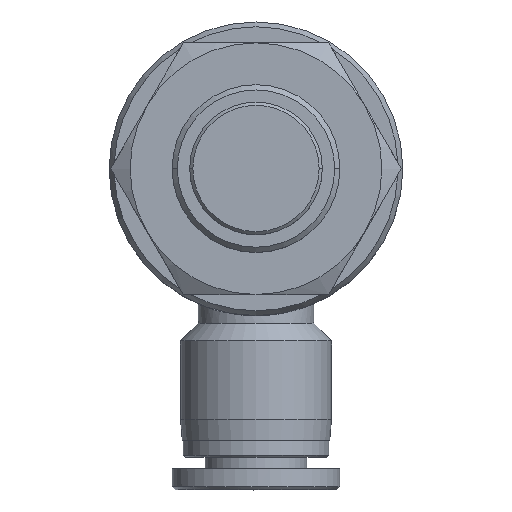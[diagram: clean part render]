
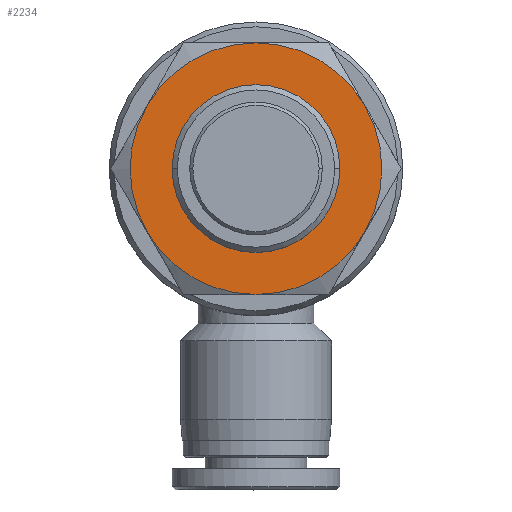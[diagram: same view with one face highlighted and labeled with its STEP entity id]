
A CAD part, top view. The second image highlights one B-rep face of the part: STEP entity #2234.
In plain terms, the highlighted planar face has unit normal (0, 0, 1).
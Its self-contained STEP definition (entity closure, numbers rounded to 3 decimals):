
#919=CARTESIAN_POINT('',(5.0,8.3,11.6));
#920=VERTEX_POINT('',#919);
#936=CARTESIAN_POINT('',(-5.0,8.3,11.6));
#937=VERTEX_POINT('',#936);
#944=CARTESIAN_POINT('',(0.0,8.3,11.6));
#945=DIRECTION('',(0.0,0.0,-1.0));
#946=DIRECTION('',(1.0,0.0,0.0));
#947=AXIS2_PLACEMENT_3D('',#944,#945,#946);
#948=CIRCLE('',#947,5.0);
#949=EDGE_CURVE('',#920,#937,#948,.T.);
#1563=CARTESIAN_POINT('',(0.0,8.3,11.6));
#1564=DIRECTION('',(0.0,0.0,-1.0));
#1565=DIRECTION('',(1.0,0.0,0.0));
#1566=AXIS2_PLACEMENT_3D('',#1563,#1564,#1565);
#1567=CIRCLE('',#1566,5.0);
#1568=EDGE_CURVE('',#937,#920,#1567,.T.);
#1628=CARTESIAN_POINT('',(10.392,2.3,11.6));
#1629=VERTEX_POINT('',#1628);
#1643=CARTESIAN_POINT('',(10.392,14.3,11.6));
#1644=VERTEX_POINT('',#1643);
#1658=CARTESIAN_POINT('',(0.0,8.3,11.6));
#1659=DIRECTION('',(0.0,0.0,1.0));
#1660=DIRECTION('',(-1.0,0.0,0.0));
#1661=AXIS2_PLACEMENT_3D('',#1658,#1659,#1660);
#1662=CIRCLE('',#1661,12.);
#1663=EDGE_CURVE('',#1629,#1644,#1662,.T.);
#1675=CARTESIAN_POINT('',(0.0,-3.7,11.6));
#1676=VERTEX_POINT('',#1675);
#1703=CARTESIAN_POINT('',(0.0,8.3,11.6));
#1704=DIRECTION('',(0.0,0.0,1.0));
#1705=DIRECTION('',(-1.0,0.0,0.0));
#1706=AXIS2_PLACEMENT_3D('',#1703,#1704,#1705);
#1707=CIRCLE('',#1706,12.);
#1708=EDGE_CURVE('',#1676,#1629,#1707,.T.);
#1720=CARTESIAN_POINT('',(-10.392,2.3,11.6));
#1721=VERTEX_POINT('',#1720);
#1748=CARTESIAN_POINT('',(0.0,8.3,11.6));
#1749=DIRECTION('',(0.0,0.0,1.0));
#1750=DIRECTION('',(-1.0,0.0,0.0));
#1751=AXIS2_PLACEMENT_3D('',#1748,#1749,#1750);
#1752=CIRCLE('',#1751,12.);
#1753=EDGE_CURVE('',#1721,#1676,#1752,.T.);
#1778=CARTESIAN_POINT('',(-10.392,14.3,11.6));
#1779=VERTEX_POINT('',#1778);
#1780=CARTESIAN_POINT('',(0.0,8.3,11.6));
#1781=DIRECTION('',(0.0,0.0,1.0));
#1782=DIRECTION('',(-1.0,0.0,0.0));
#1783=AXIS2_PLACEMENT_3D('',#1780,#1781,#1782);
#1784=CIRCLE('',#1783,12.);
#1785=EDGE_CURVE('',#1779,#1721,#1784,.T.);
#1823=CARTESIAN_POINT('',(0.0,20.3,11.6));
#1824=VERTEX_POINT('',#1823);
#1825=CARTESIAN_POINT('',(0.0,8.3,11.6));
#1826=DIRECTION('',(0.0,0.0,1.0));
#1827=DIRECTION('',(-1.0,0.0,0.0));
#1828=AXIS2_PLACEMENT_3D('',#1825,#1826,#1827);
#1829=CIRCLE('',#1828,12.);
#1830=EDGE_CURVE('',#1824,#1779,#1829,.T.);
#1868=CARTESIAN_POINT('',(0.0,8.3,11.6));
#1869=DIRECTION('',(0.0,0.0,1.0));
#1870=DIRECTION('',(-1.0,0.0,0.0));
#1871=AXIS2_PLACEMENT_3D('',#1868,#1869,#1870);
#1872=CIRCLE('',#1871,12.);
#1873=EDGE_CURVE('',#1644,#1824,#1872,.T.);
#2217=CARTESIAN_POINT('',(6.928,20.3,11.6));
#2218=DIRECTION('',(0.0,0.0,-1.0));
#2219=DIRECTION('',(-1.0,0.0,0.0));
#2220=AXIS2_PLACEMENT_3D('',#2217,#2218,#2219);
#2221=PLANE('',#2220);
#2222=ORIENTED_EDGE('',*,*,#1873,.T.);
#2223=ORIENTED_EDGE('',*,*,#1830,.T.);
#2224=ORIENTED_EDGE('',*,*,#1785,.T.);
#2225=ORIENTED_EDGE('',*,*,#1753,.T.);
#2226=ORIENTED_EDGE('',*,*,#1708,.T.);
#2227=ORIENTED_EDGE('',*,*,#1663,.T.);
#2228=EDGE_LOOP('',(#2222,#2223,#2224,#2225,#2226,#2227));
#2229=FACE_OUTER_BOUND('',#2228,.T.);
#2230=ORIENTED_EDGE('',*,*,#949,.T.);
#2231=ORIENTED_EDGE('',*,*,#1568,.T.);
#2232=EDGE_LOOP('',(#2230,#2231));
#2233=FACE_BOUND('',#2232,.T.);
#2234=ADVANCED_FACE('',(#2229,#2233),#2221,.F.);
